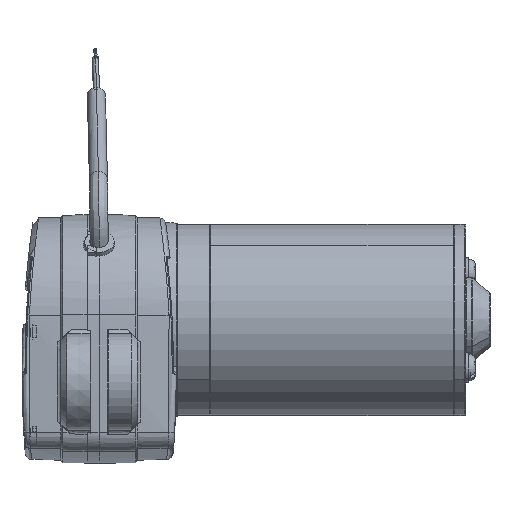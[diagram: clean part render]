
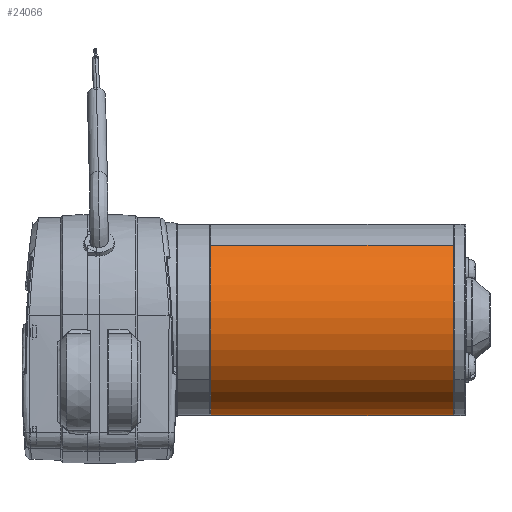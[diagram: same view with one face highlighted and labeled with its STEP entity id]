
A CAD part, left-side view. The second image highlights one B-rep face of the part: STEP entity #24066.
In plain terms, the highlighted cylindrical face has radius 31.75 mm (diameter 63.5 mm), a partial arc.
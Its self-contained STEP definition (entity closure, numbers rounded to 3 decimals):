
#107 = EDGE_CURVE ( 'NONE', #25782, #20165, #793, .T. ) ;
#793 = CIRCLE ( 'NONE', #30545, 31.75 ) ;
#1899 = CARTESIAN_POINT ( 'NONE',  ( 4.125, -106.588, -18.544 ) ) ;
#3494 = CIRCLE ( 'NONE', #5849, 31.75 ) ;
#4881 = EDGE_CURVE ( 'NONE', #24069, #25782, #34823, .T. ) ;
#5276 = CARTESIAN_POINT ( 'NONE',  ( -35.439, -25.788, 31.124 ) ) ;
#5653 = ORIENTED_EDGE ( 'NONE', *, *, #4881, .T. ) ;
#5849 = AXIS2_PLACEMENT_3D ( 'NONE', #18392, #40306, #21524 ) ;
#6681 = EDGE_CURVE ( 'NONE', #40070, #20165, #8818, .T. ) ;
#6948 = DIRECTION ( 'NONE',  ( 0., 1., 0. ) ) ;
#7668 = CARTESIAN_POINT ( 'NONE',  ( -35.439, -25.988, 31.124 ) ) ;
#8818 = LINE ( 'NONE', #5276, #16101 ) ;
#9950 = ORIENTED_EDGE ( 'NONE', *, *, #6681, .F. ) ;
#14404 = FACE_OUTER_BOUND ( 'NONE', #33921, .T. ) ;
#16101 = VECTOR ( 'NONE', #20804, 1000. ) ;
#16444 = DIRECTION ( 'NONE',  ( 0.623, 0., -0.782 ) ) ;
#18392 = CARTESIAN_POINT ( 'NONE',  ( -15.657, -25.988, 6.29 ) ) ;
#19745 = CYLINDRICAL_SURFACE ( 'NONE', #22981, 31.75 ) ;
#20165 = VERTEX_POINT ( 'NONE', #20330 ) ;
#20330 = CARTESIAN_POINT ( 'NONE',  ( -35.439, -106.588, 31.124 ) ) ;
#20804 = DIRECTION ( 'NONE',  ( 0., -1., 0. ) ) ;
#21524 = DIRECTION ( 'NONE',  ( -0.623, 0., 0.782 ) ) ;
#22584 = CARTESIAN_POINT ( 'NONE',  ( -15.657, -25.788, 6.29 ) ) ;
#22981 = AXIS2_PLACEMENT_3D ( 'NONE', #22584, #26025, #16444 ) ;
#24066 = ADVANCED_FACE ( 'NONE', ( #14404 ), #19745, .T. ) ;
#24069 = VERTEX_POINT ( 'NONE', #35487 ) ;
#24708 = DIRECTION ( 'NONE',  ( 0., -1., 0. ) ) ;
#25643 = DIRECTION ( 'NONE',  ( -0.623, 0., 0.782 ) ) ;
#25782 = VERTEX_POINT ( 'NONE', #1899 ) ;
#26025 = DIRECTION ( 'NONE',  ( 0., -1., 0. ) ) ;
#28798 = CARTESIAN_POINT ( 'NONE',  ( -15.657, -106.588, 6.29 ) ) ;
#29412 = VECTOR ( 'NONE', #24708, 1000. ) ;
#29921 = ORIENTED_EDGE ( 'NONE', *, *, #107, .T. ) ;
#30490 = ORIENTED_EDGE ( 'NONE', *, *, #34909, .T. ) ;
#30545 = AXIS2_PLACEMENT_3D ( 'NONE', #28798, #6948, #25643 ) ;
#33921 = EDGE_LOOP ( 'NONE', ( #9950, #30490, #5653, #29921 ) ) ;
#34823 = LINE ( 'NONE', #37707, #29412 ) ;
#34909 = EDGE_CURVE ( 'NONE', #40070, #24069, #3494, .T. ) ;
#35487 = CARTESIAN_POINT ( 'NONE',  ( 4.125, -25.988, -18.544 ) ) ;
#37707 = CARTESIAN_POINT ( 'NONE',  ( 4.125, -25.788, -18.544 ) ) ;
#40070 = VERTEX_POINT ( 'NONE', #7668 ) ;
#40306 = DIRECTION ( 'NONE',  ( 0., -1., 0. ) ) ;
